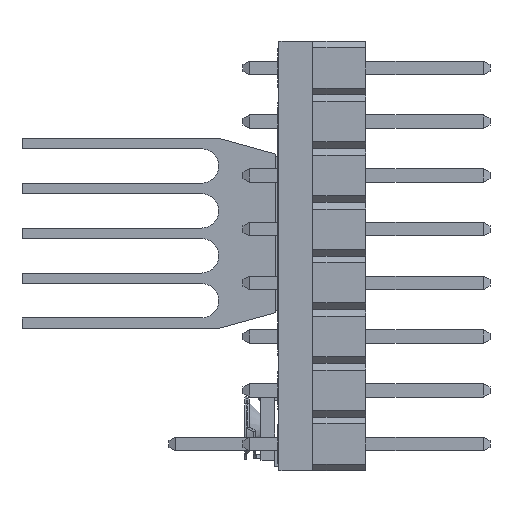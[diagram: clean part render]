
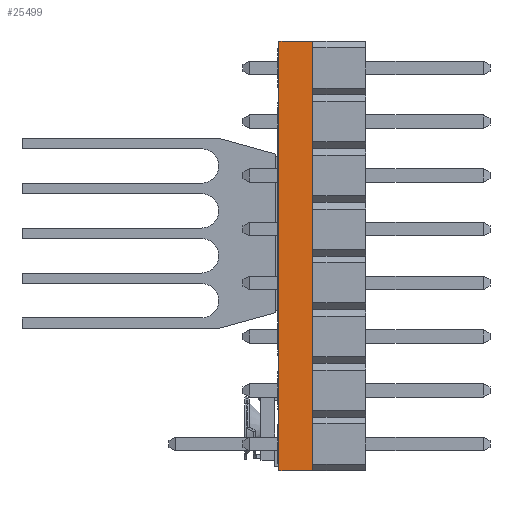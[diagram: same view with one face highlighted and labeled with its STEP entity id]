
A CAD part, left-side view. The second image highlights one B-rep face of the part: STEP entity #25499.
In plain terms, the highlighted planar face has unit normal (-1, 0, 0).
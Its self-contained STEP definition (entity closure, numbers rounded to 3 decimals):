
#703 = DIRECTION ( 'NONE',  ( 0., 1., 0. ) ) ;
#1061 = VECTOR ( 'NONE', #17687, 1000. ) ;
#1566 = VERTEX_POINT ( 'NONE', #4174 ) ;
#2423 = ORIENTED_EDGE ( 'NONE', *, *, #26753, .F. ) ;
#2536 = VECTOR ( 'NONE', #20685, 1000. ) ;
#3288 = PLANE ( 'NONE',  #15801 ) ;
#3431 = CARTESIAN_POINT ( 'NONE',  ( -7.62, 1.6, 10.16 ) ) ;
#4174 = CARTESIAN_POINT ( 'NONE',  ( -7.62, 0., -10.16 ) ) ;
#4185 = VERTEX_POINT ( 'NONE', #8673 ) ;
#6501 = EDGE_CURVE ( 'NONE', #17793, #1566, #8585, .T. ) ;
#6713 = VERTEX_POINT ( 'NONE', #25914 ) ;
#7680 = CARTESIAN_POINT ( 'NONE',  ( -7.62, 1.6, -10.16 ) ) ;
#8585 = LINE ( 'NONE', #19848, #22371 ) ;
#8673 = CARTESIAN_POINT ( 'NONE',  ( -7.62, 0., 10.16 ) ) ;
#9808 = DIRECTION ( 'NONE',  ( 1., 0., 0. ) ) ;
#10582 = LINE ( 'NONE', #10872, #24500 ) ;
#10872 = CARTESIAN_POINT ( 'NONE',  ( -7.62, 1.6, 10.16 ) ) ;
#11140 = LINE ( 'NONE', #20137, #1061 ) ;
#11390 = CARTESIAN_POINT ( 'NONE',  ( -7.62, 0., 10.16 ) ) ;
#14410 = FACE_OUTER_BOUND ( 'NONE', #22413, .T. ) ;
#15801 = AXIS2_PLACEMENT_3D ( 'NONE', #3431, #9808, #703 ) ;
#16531 = EDGE_CURVE ( 'NONE', #6713, #4185, #10582, .T. ) ;
#16804 = ORIENTED_EDGE ( 'NONE', *, *, #6501, .T. ) ;
#17687 = DIRECTION ( 'NONE',  ( 0., 0., 1. ) ) ;
#17793 = VERTEX_POINT ( 'NONE', #7680 ) ;
#18072 = LINE ( 'NONE', #11390, #2536 ) ;
#19848 = CARTESIAN_POINT ( 'NONE',  ( -7.62, 1.6, -10.16 ) ) ;
#20137 = CARTESIAN_POINT ( 'NONE',  ( -7.62, 1.6, 10.16 ) ) ;
#20685 = DIRECTION ( 'NONE',  ( 0., 0., 1. ) ) ;
#22371 = VECTOR ( 'NONE', #24576, 1000. ) ;
#22413 = EDGE_LOOP ( 'NONE', ( #28425, #29524, #2423, #16804 ) ) ;
#22638 = EDGE_CURVE ( 'NONE', #1566, #4185, #18072, .T. ) ;
#24500 = VECTOR ( 'NONE', #26859, 1000. ) ;
#24576 = DIRECTION ( 'NONE',  ( 0., -1., 0. ) ) ;
#25499 = ADVANCED_FACE ( 'NONE', ( #14410 ), #3288, .F. ) ;
#25914 = CARTESIAN_POINT ( 'NONE',  ( -7.62, 1.6, 10.16 ) ) ;
#26753 = EDGE_CURVE ( 'NONE', #17793, #6713, #11140, .T. ) ;
#26859 = DIRECTION ( 'NONE',  ( 0., -1., 0. ) ) ;
#28425 = ORIENTED_EDGE ( 'NONE', *, *, #22638, .T. ) ;
#29524 = ORIENTED_EDGE ( 'NONE', *, *, #16531, .F. ) ;
